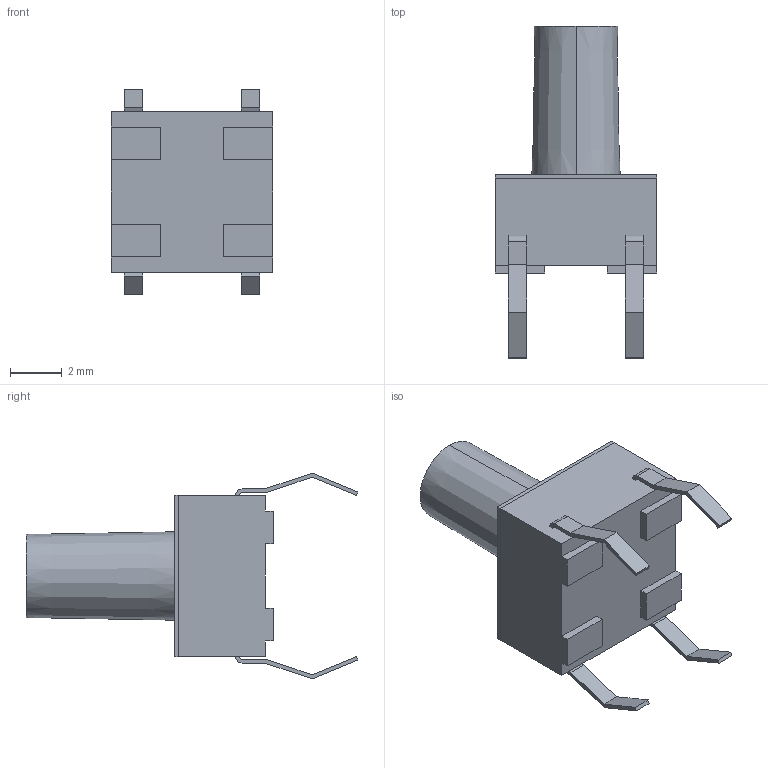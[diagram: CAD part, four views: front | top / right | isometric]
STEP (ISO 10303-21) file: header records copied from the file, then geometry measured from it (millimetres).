
FILE_DESCRIPTION (( 'STEP AP214' ), '1' );
FILE_NAME ('User Library-Tactile switch 6x6x9.5mm.STEP', '2021-08-03T01:28:23', ( '' ), ( '' ), 'SwSTEP 2.0', 'SolidWorks 2021', '' );
FILE_SCHEMA (( 'AUTOMOTIVE_DESIGN' ));
Length unit declared in the file: millimetre
Products named in the file (1): User Library-Tactile switch 6x6x9.5mm
Bounding box: 6.2 x 12.77 x 7.92 mm (x, y, z)
Volume: 188.3 mm3; surface area: 362.7 mm2
Topology: 11 solids, 11 shells, 104 faces, 246 edges, 164 vertices
Faces by surface type: plane 78, cylinder 24, cone 2
Entity records: 3804 total; most frequent: CARTESIAN_POINT 515, DIRECTION 508, ORIENTED_EDGE 492, EDGE_CURVE 246, VECTOR 194, LINE 194, VERTEX_POINT 164, AXIS2_PLACEMENT_3D 157
